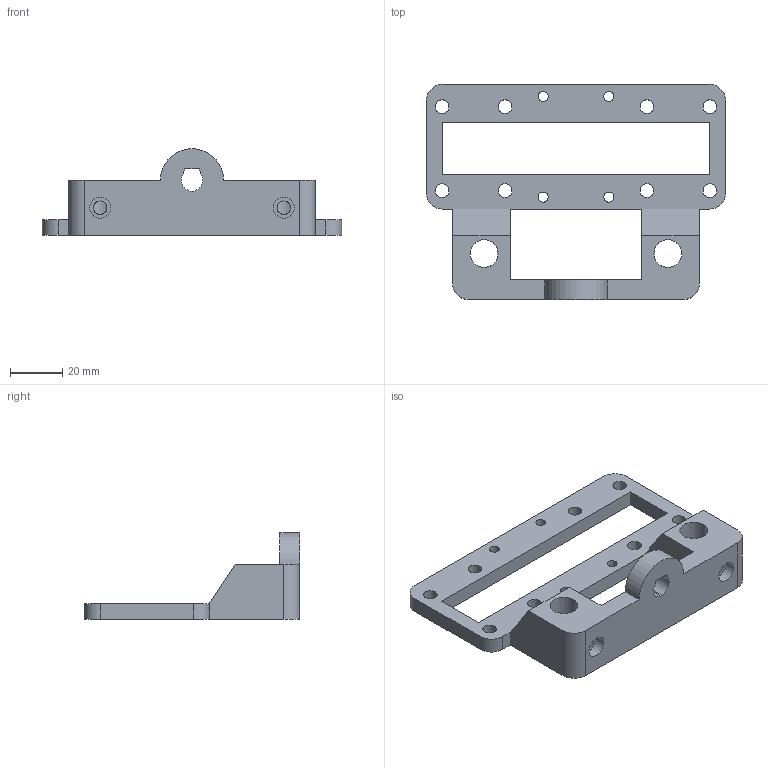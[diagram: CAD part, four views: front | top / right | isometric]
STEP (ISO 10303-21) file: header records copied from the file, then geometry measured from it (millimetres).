
FILE_DESCRIPTION(('FreeCAD Model'),'2;1');
FILE_NAME('X_BearingForSpring.stp', '2012-12-30T00:30:44',('FreeCAD'),('FreeCAD'), 'Open CASCADE STEP processor 6.5','FreeCAD','Unknown');
FILE_SCHEMA(('AUTOMOTIVE_DESIGN_CC2 { 1 2 10303 214 -1 1 5 4 }'));
Length unit declared in the file: millimetre
Products named in the file (1): Open CASCADE STEP translator 6.5 4
Bounding box: 114 x 82 x 33 mm (x, y, z)
Volume: 51704.6 mm3; surface area: 21798.7 mm2
Topology: 1 solids, 1 shells, 55 faces, 170 edges, 118 vertices
Faces by surface type: plane 28, cylinder 27
Full cylindrical faces by diameter (mm): 3.8 x4, 5.2 x10, 8 x2, 10.6 x2
Entity records: 5311 total; most frequent: CARTESIAN_POINT 2050, DIRECTION 569, ORIENTED_EDGE 340, PCURVE 340, DEFINITIONAL_REPRESENTATION 340, LINE 306, VECTOR 306, EDGE_CURVE 170
